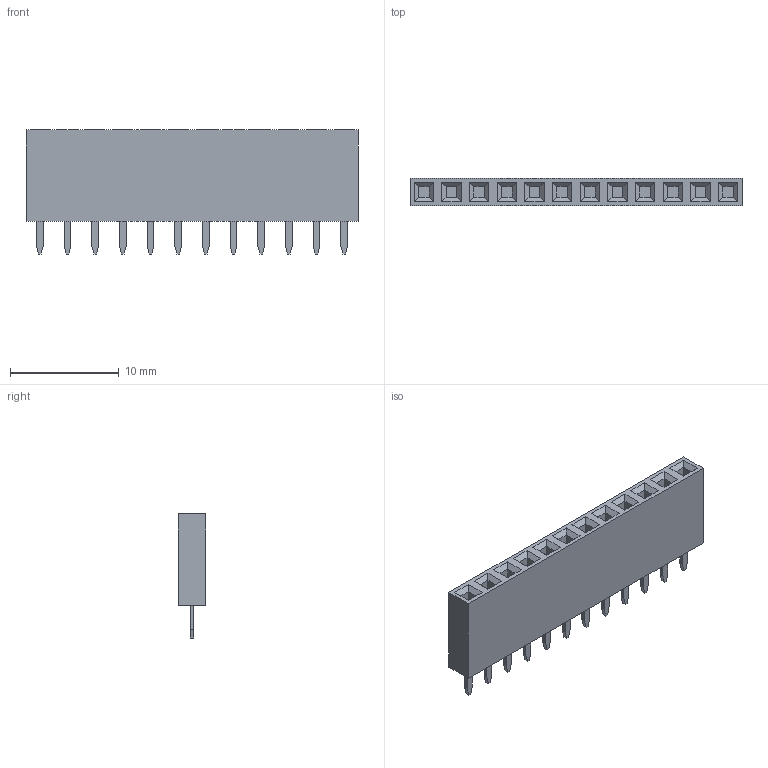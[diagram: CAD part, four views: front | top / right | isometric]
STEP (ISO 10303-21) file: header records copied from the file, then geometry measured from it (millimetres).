
FILE_DESCRIPTION(('FreeCAD Model'),'2;1');
FILE_NAME('Open CASCADE Shape Model','2025-10-26T20:14:27',(''),(''), 'Open CASCADE STEP processor 7.7','FreeCAD','Unknown');
FILE_SCHEMA(('AUTOMOTIVE_DESIGN { 1 0 10303 214 1 1 1 1 }'));
Length unit declared in the file: millimetre
Products named in the file (3): Pinheaded_01X12_socket; Body; Connector
Assembly tree (2 placements, depth 2):
  Pinheaded_01X12_socket
    Body
    Connector
Bounding box: 30.48 x 2.54 x 11.4 mm (x, y, z)
Volume: 582.1 mm3; surface area: 1083.6 mm2
Topology: 2 solids, 2 shells, 188 faces, 468 edges, 296 vertices
Faces by surface type: plane 188
Entity records: 5475 total; most frequent: CARTESIAN_POINT 955, ORIENTED_EDGE 936, DIRECTION 850, EDGE_CURVE 468, LINE 468, VECTOR 468, VERTEX_POINT 296, FACE_BOUND 200
